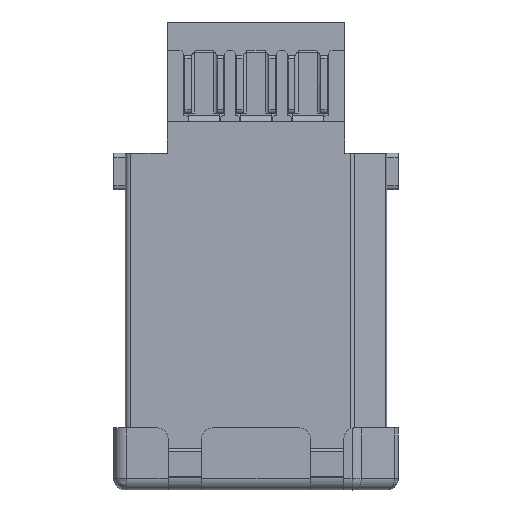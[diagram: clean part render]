
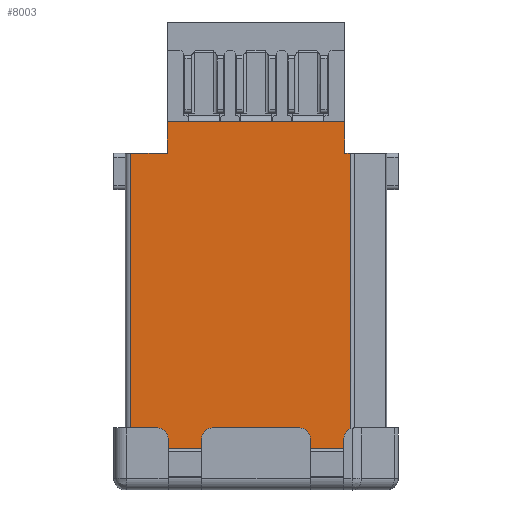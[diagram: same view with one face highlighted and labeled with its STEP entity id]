
A CAD part, front view. The second image highlights one B-rep face of the part: STEP entity #8003.
In plain terms, the highlighted planar face has unit normal (0, -1, 0).
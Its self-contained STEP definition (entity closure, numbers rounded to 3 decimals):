
#85=CARTESIAN_POINT('',(4.2,-8.3,-4.725));
#86=VERTEX_POINT('',#85);
#93=CARTESIAN_POINT('',(4.2,-8.3,-5.955));
#94=VERTEX_POINT('',#93);
#95=CARTESIAN_POINT('',(4.2,-8.3,-4.725));
#96=DIRECTION('',(0.,0.,-1.));
#97=VECTOR('',#96,1.23);
#98=LINE('',#95,#97);
#99=EDGE_CURVE('',#86,#94,#98,.T.);
#196=CARTESIAN_POINT('',(-2.65,-8.3,-5.955));
#197=VERTEX_POINT('',#196);
#204=CARTESIAN_POINT('',(-2.65,-8.3,-4.725));
#205=VERTEX_POINT('',#204);
#206=CARTESIAN_POINT('',(-2.65,-8.3,-5.955));
#207=DIRECTION('',(0.,0.,1.));
#208=VECTOR('',#207,1.23);
#209=LINE('',#206,#208);
#210=EDGE_CURVE('',#197,#205,#209,.T.);
#891=CARTESIAN_POINT('',(4.426,-8.3,-5.955));
#892=VERTEX_POINT('',#891);
#893=CARTESIAN_POINT('',(4.2,-8.3,-5.955));
#894=DIRECTION('',(1.,0.,0.));
#895=VECTOR('',#894,0.226);
#896=LINE('',#893,#895);
#897=EDGE_CURVE('',#94,#892,#896,.T.);
#946=CARTESIAN_POINT('',(-4.075,-8.3,-5.955));
#947=VERTEX_POINT('',#946);
#955=CARTESIAN_POINT('',(-4.075,-8.3,-5.955));
#956=DIRECTION('',(1.,0.,0.));
#957=VECTOR('',#956,1.425);
#958=LINE('',#955,#957);
#959=EDGE_CURVE('',#947,#197,#958,.T.);
#2203=CARTESIAN_POINT('',(-1.325,-8.3,-17.375));
#2204=VERTEX_POINT('',#2203);
#2205=CARTESIAN_POINT('',(-2.625,-8.3,-17.375));
#2206=VERTEX_POINT('',#2205);
#2207=CARTESIAN_POINT('',(-1.325,-8.3,-17.375));
#2208=DIRECTION('',(-1.,0.,0.));
#2209=VECTOR('',#2208,1.3);
#2210=LINE('',#2207,#2209);
#2211=EDGE_CURVE('',#2204,#2206,#2210,.T.);
#4149=CARTESIAN_POINT('',(4.426,-8.3,-16.604));
#4150=VERTEX_POINT('',#4149);
#4151=CARTESIAN_POINT('',(4.426,-8.3,-5.955));
#4152=DIRECTION('',(0.,0.,-1.));
#4153=VECTOR('',#4152,10.649);
#4154=LINE('',#4151,#4153);
#4155=EDGE_CURVE('',#892,#4150,#4154,.T.);
#4177=CARTESIAN_POINT('',(-4.075,-8.3,-16.575));
#4178=VERTEX_POINT('',#4177);
#4186=CARTESIAN_POINT('',(-4.075,-8.3,-16.575));
#4187=DIRECTION('',(0.,0.,1.));
#4188=VECTOR('',#4187,10.62);
#4189=LINE('',#4186,#4188);
#4190=EDGE_CURVE('',#4178,#947,#4189,.T.);
#4296=CARTESIAN_POINT('',(2.875,-8.3,-16.975));
#4297=VERTEX_POINT('',#4296);
#4304=CARTESIAN_POINT('',(2.475,-8.3,-16.575));
#4305=VERTEX_POINT('',#4304);
#4306=CARTESIAN_POINT('',(2.475,-8.3,-16.975));
#4307=DIRECTION('',(1.,0.,0.));
#4308=DIRECTION('',(0.,-1.,0.));
#4309=AXIS2_PLACEMENT_3D('',#4306,#4308,#4307);
#4310=CIRCLE('',#4309,0.4);
#4311=EDGE_CURVE('',#4297,#4305,#4310,.T.);
#4328=CARTESIAN_POINT('',(-0.925,-8.3,-16.575));
#4329=VERTEX_POINT('',#4328);
#4336=CARTESIAN_POINT('',(-1.325,-8.3,-16.975));
#4337=VERTEX_POINT('',#4336);
#4338=CARTESIAN_POINT('',(-0.925,-8.3,-16.975));
#4339=DIRECTION('',(0.,0.,1.));
#4340=DIRECTION('',(0.,-1.,0.));
#4341=AXIS2_PLACEMENT_3D('',#4338,#4340,#4339);
#4342=CIRCLE('',#4341,0.4);
#4343=EDGE_CURVE('',#4329,#4337,#4342,.T.);
#4370=CARTESIAN_POINT('',(-2.625,-8.3,-16.975));
#4371=VERTEX_POINT('',#4370);
#4378=CARTESIAN_POINT('',(-3.025,-8.3,-16.575));
#4379=VERTEX_POINT('',#4378);
#4380=CARTESIAN_POINT('',(-3.025,-8.3,-16.975));
#4381=DIRECTION('',(1.,0.,0.));
#4382=DIRECTION('',(0.,-1.,0.));
#4383=AXIS2_PLACEMENT_3D('',#4380,#4382,#4381);
#4384=CIRCLE('',#4383,0.4);
#4385=EDGE_CURVE('',#4371,#4379,#4384,.T.);
#5582=CARTESIAN_POINT('',(-3.025,-8.3,-16.575));
#5583=DIRECTION('',(-1.,0.,0.));
#5584=VECTOR('',#5583,1.05);
#5585=LINE('',#5582,#5584);
#5586=EDGE_CURVE('',#4379,#4178,#5585,.T.);
#5798=CARTESIAN_POINT('',(4.175,-8.3,-16.975));
#5799=VERTEX_POINT('',#5798);
#5800=CARTESIAN_POINT('',(4.575,-8.3,-16.975));
#5801=DIRECTION('',(-0.373,0.,0.928));
#5802=DIRECTION('',(0.,-1.,0.));
#5803=AXIS2_PLACEMENT_3D('',#5800,#5802,#5801);
#5804=CIRCLE('',#5803,0.4);
#5805=EDGE_CURVE('',#4150,#5799,#5804,.T.);
#5967=CARTESIAN_POINT('',(2.875,-8.3,-17.375));
#5968=VERTEX_POINT('',#5967);
#5975=CARTESIAN_POINT('',(2.875,-8.3,-17.375));
#5976=DIRECTION('',(0.,0.,1.));
#5977=VECTOR('',#5976,0.4);
#5978=LINE('',#5975,#5977);
#5979=EDGE_CURVE('',#5968,#4297,#5978,.T.);
#6031=CARTESIAN_POINT('',(4.175,-8.3,-17.375));
#6032=VERTEX_POINT('',#6031);
#6033=CARTESIAN_POINT('',(4.175,-8.3,-16.975));
#6034=DIRECTION('',(0.,0.,-1.));
#6035=VECTOR('',#6034,0.4);
#6036=LINE('',#6033,#6035);
#6037=EDGE_CURVE('',#5799,#6032,#6036,.T.);
#6101=CARTESIAN_POINT('',(-1.325,-8.3,-16.975));
#6102=DIRECTION('',(0.,0.,-1.));
#6103=VECTOR('',#6102,0.4);
#6104=LINE('',#6101,#6103);
#6105=EDGE_CURVE('',#4337,#2204,#6104,.T.);
#6123=CARTESIAN_POINT('',(-2.625,-8.3,-17.375));
#6124=DIRECTION('',(0.,0.,1.));
#6125=VECTOR('',#6124,0.4);
#6126=LINE('',#6123,#6125);
#6127=EDGE_CURVE('',#2206,#4371,#6126,.T.);
#7962=CARTESIAN_POINT('',(0.175,-8.3,-11.05));
#7963=DIRECTION('',(-1.,0.,0.));
#7964=DIRECTION('',(0.,-1.,0.));
#7965=AXIS2_PLACEMENT_3D('',#7962,#7964,#7963);
#7966=PLANE('',#7965);
#7967=ORIENTED_EDGE('',*,*,#6037,.F.);
#7968=ORIENTED_EDGE('',*,*,#5805,.F.);
#7969=ORIENTED_EDGE('',*,*,#4155,.F.);
#7970=ORIENTED_EDGE('',*,*,#897,.F.);
#7971=ORIENTED_EDGE('',*,*,#99,.F.);
#7972=CARTESIAN_POINT('',(4.2,-8.3,-4.725));
#7973=DIRECTION('',(-1.,0.,0.));
#7974=VECTOR('',#7973,6.85);
#7975=LINE('',#7972,#7974);
#7976=EDGE_CURVE('',#86,#205,#7975,.T.);
#7977=ORIENTED_EDGE('',*,*,#7976,.T.);
#7978=ORIENTED_EDGE('',*,*,#210,.F.);
#7979=ORIENTED_EDGE('',*,*,#959,.F.);
#7980=ORIENTED_EDGE('',*,*,#4190,.F.);
#7981=ORIENTED_EDGE('',*,*,#5586,.F.);
#7982=ORIENTED_EDGE('',*,*,#4385,.F.);
#7983=ORIENTED_EDGE('',*,*,#6127,.F.);
#7984=ORIENTED_EDGE('',*,*,#2211,.F.);
#7985=ORIENTED_EDGE('',*,*,#6105,.F.);
#7986=ORIENTED_EDGE('',*,*,#4343,.F.);
#7987=CARTESIAN_POINT('',(-0.925,-8.3,-16.575));
#7988=DIRECTION('',(1.,0.,0.));
#7989=VECTOR('',#7988,3.4);
#7990=LINE('',#7987,#7989);
#7991=EDGE_CURVE('',#4329,#4305,#7990,.T.);
#7992=ORIENTED_EDGE('',*,*,#7991,.T.);
#7993=ORIENTED_EDGE('',*,*,#4311,.F.);
#7994=ORIENTED_EDGE('',*,*,#5979,.F.);
#7995=CARTESIAN_POINT('',(2.875,-8.3,-17.375));
#7996=DIRECTION('',(1.,0.,0.));
#7997=VECTOR('',#7996,1.3);
#7998=LINE('',#7995,#7997);
#7999=EDGE_CURVE('',#5968,#6032,#7998,.T.);
#8000=ORIENTED_EDGE('',*,*,#7999,.T.);
#8001=EDGE_LOOP('',(#7967,#7968,#7969,#7970,#7971,#7977,#7978,#7979,#7980,#7981,#7982,#7983,#7984,#7985,#7986,#7992,#7993,#7994,#8000));
#8002=FACE_OUTER_BOUND('',#8001,.T.);
#8003=ADVANCED_FACE('',(#8002),#7966,.T.);
